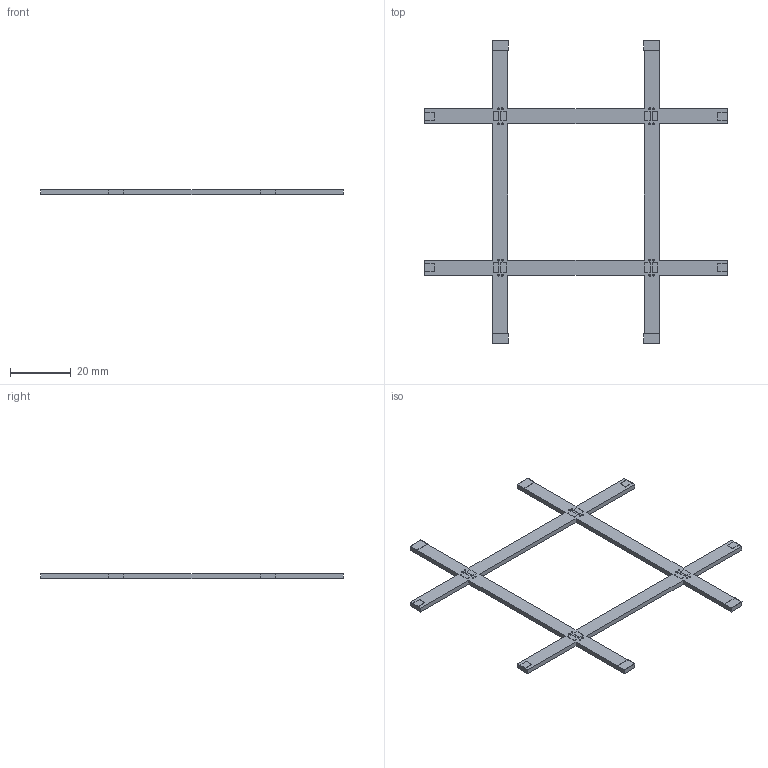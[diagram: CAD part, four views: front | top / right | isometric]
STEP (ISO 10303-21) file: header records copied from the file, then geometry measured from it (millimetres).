
FILE_DESCRIPTION(/* description */ (''),/* implementation_level */ '2;1');
FILE_NAME(/* name */ 'ae103941-5116-4fd5-ae08-9d61d9e83fff.stp',/* time_stamp */ '2020-02-17T16:28:52+00:00',/* author */ (''),/* organization */ (''),/* preprocessor_version */ 'ST-DEVELOPER v18',/* originating_system */ 'Autodesk Translation Framework v8.12.0.6',/* authorisation */ '');
FILE_SCHEMA (('AUTOMOTIVE_DESIGN { 1 0 10303 214 3 1 1 }'));
Length unit declared in the file: millimetre
Products named in the file (6): ae103941-5116-4fd5-ae08-9d61d9e83fff; PCB Component; Board; LED; LED_JUMPER_1; LED_JUMPER_2
Assembly tree (18 placements, depth 3):
  ae103941-5116-4fd5-ae08-9d61d9e83fff
    PCB Component
      Board
      LED  x8
      LED_JUMPER_1  x4
      LED_JUMPER_2  x4
Bounding box: 100 x 100 x 1.67 mm (x, y, z)
Volume: 2990.2 mm3; surface area: 5335.9 mm2
Topology: 17 solids, 17 shells, 146 faces, 336 edges, 224 vertices
Faces by surface type: plane 130, cylinder 16
Full cylindrical faces by diameter (mm): 0.6 x16
Entity records: 2481 total; most frequent: DIRECTION 396, CARTESIAN_POINT 392, ORIENTED_EDGE 360, EDGE_CURVE 180, LINE 148, VECTOR 148, AXIS2_PLACEMENT_3D 124, VERTEX_POINT 120
